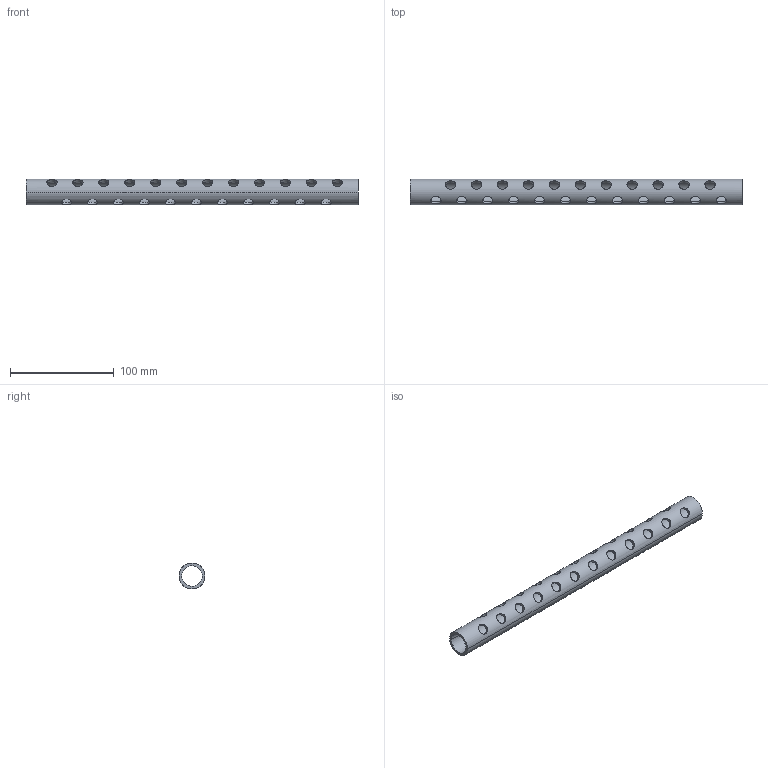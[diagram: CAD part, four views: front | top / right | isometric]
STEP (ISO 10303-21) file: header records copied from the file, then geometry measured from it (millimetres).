
FILE_DESCRIPTION(('CATIA V5 STEP Exchange'),'2;1');
FILE_NAME('403.stp','2018-12-01T18:27:08+00:00',('none'),('none'),'CATIA Version 5 Release 19 SP 2 (IN-10)','CATIA V5 STEP AP203','none');
FILE_SCHEMA(('CONFIG_CONTROL_DESIGN'));
Length unit declared in the file: millimetre
Products named in the file (1): jacking bar
Bounding box: 320 x 25 x 25 mm (x, y, z)
Volume: 47271.3 mm3; surface area: 41982.2 mm2
Topology: 1 solids, 1 shells, 98 faces, 288 edges, 194 vertices
Faces by surface type: cylinder 96, plane 2
Entity records: 5556 total; most frequent: CARTESIAN_POINT 3362, ORIENTED_EDGE 576, EDGE_CURVE 288, EDGE_LOOP 192, VERTEX_POINT 192, B_SPLINE_CURVE_WITH_KNOTS 184, DIRECTION 158, ADVANCED_FACE 98
